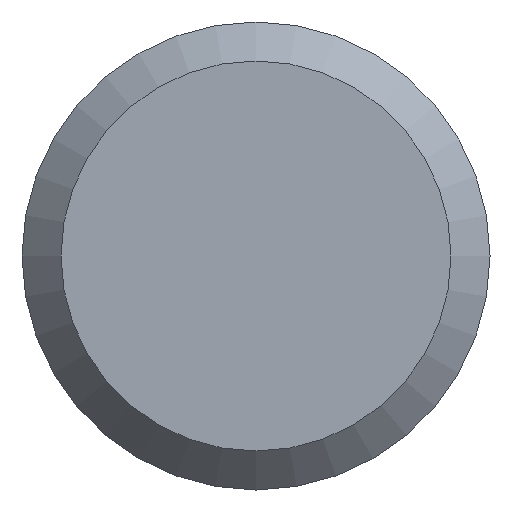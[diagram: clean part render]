
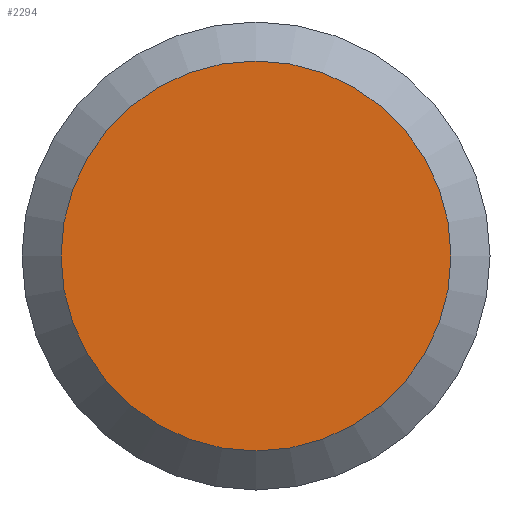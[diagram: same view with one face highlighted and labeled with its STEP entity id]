
A CAD part, front view. The second image highlights one B-rep face of the part: STEP entity #2294.
In plain terms, the highlighted planar face has unit normal (0, -1, 0).
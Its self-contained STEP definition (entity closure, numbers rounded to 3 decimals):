
#197 = AXIS2_PLACEMENT_3D ( 'NONE', #5860, #941, #7261 ) ;
#468 = CARTESIAN_POINT ( 'NONE',  ( 0., -500., 2.5 ) ) ;
#941 = DIRECTION ( 'NONE',  ( 0., 1., 0. ) ) ;
#1779 = DIRECTION ( 'NONE',  ( 0., -1., 0. ) ) ;
#1925 = DIRECTION ( 'NONE',  ( 0., 0., 1. ) ) ;
#2294 = ADVANCED_FACE ( 'NONE', ( #5155 ), #8360, .F. ) ;
#2961 = EDGE_CURVE ( 'NONE', #9155, #9155, #4406, .T. ) ;
#4406 = CIRCLE ( 'NONE', #12882, 2.5 ) ;
#5155 = FACE_OUTER_BOUND ( 'NONE', #5964, .T. ) ;
#5860 = CARTESIAN_POINT ( 'NONE',  ( 0., -500., 0. ) ) ;
#5964 = EDGE_LOOP ( 'NONE', ( #13539 ) ) ;
#7261 = DIRECTION ( 'NONE',  ( 0., 0., 1. ) ) ;
#8360 = PLANE ( 'NONE',  #197 ) ;
#9155 = VERTEX_POINT ( 'NONE', #468 ) ;
#9364 = CARTESIAN_POINT ( 'NONE',  ( 0., -500., 0. ) ) ;
#12882 = AXIS2_PLACEMENT_3D ( 'NONE', #9364, #1779, #1925 ) ;
#13539 = ORIENTED_EDGE ( 'NONE', *, *, #2961, .T. ) ;
